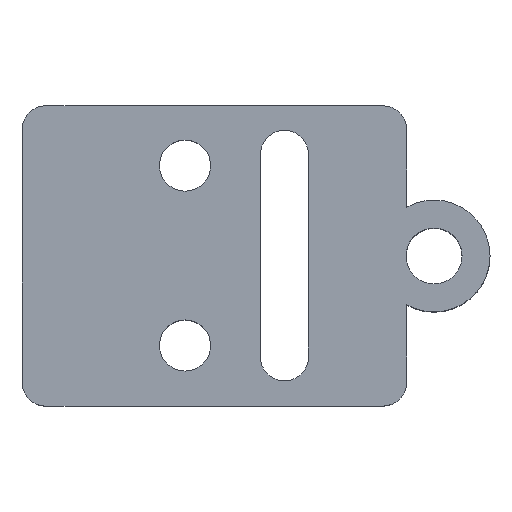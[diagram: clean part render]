
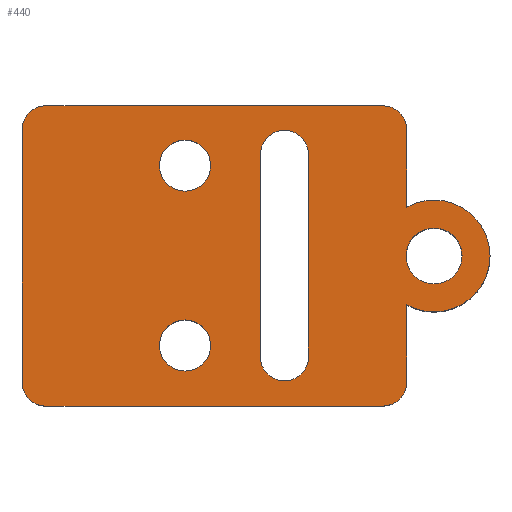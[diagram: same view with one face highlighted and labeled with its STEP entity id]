
A CAD part, top view. The second image highlights one B-rep face of the part: STEP entity #440.
In plain terms, the highlighted planar face has unit normal (0, 0, 1).
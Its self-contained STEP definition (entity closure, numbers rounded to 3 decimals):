
#29=FACE_BOUND('',#70,.T.);
#30=FACE_BOUND('',#71,.T.);
#31=FACE_BOUND('',#72,.T.);
#32=FACE_BOUND('',#73,.T.);
#45=FACE_OUTER_BOUND('',#69,.T.);
#69=EDGE_LOOP('',(#338,#339,#340,#341,#342,#343,#344,#345,#346,#347));
#70=EDGE_LOOP('',(#348));
#71=EDGE_LOOP('',(#349));
#72=EDGE_LOOP('',(#350,#351,#352,#353));
#73=EDGE_LOOP('',(#354));
#97=LINE('',#671,#134);
#101=LINE('',#686,#138);
#106=LINE('',#701,#143);
#109=LINE('',#708,#146);
#110=LINE('',#712,#147);
#111=LINE('',#720,#148);
#112=LINE('',#724,#149);
#134=VECTOR('',#532,10.);
#138=VECTOR('',#550,10.);
#143=VECTOR('',#563,10.);
#146=VECTOR('',#570,10.);
#147=VECTOR('',#573,10.);
#148=VECTOR('',#580,10.);
#149=VECTOR('',#583,10.);
#169=CIRCLE('',#463,3.5);
#174=CIRCLE('',#474,1.5);
#175=CIRCLE('',#477,1.5);
#176=CIRCLE('',#478,1.5);
#177=CIRCLE('',#479,1.5);
#178=CIRCLE('',#480,1.6);
#179=CIRCLE('',#481,1.6);
#180=CIRCLE('',#482,1.5);
#181=CIRCLE('',#483,1.5);
#182=CIRCLE('',#484,1.75);
#197=VERTEX_POINT('',#659);
#198=VERTEX_POINT('',#661);
#201=VERTEX_POINT('',#669);
#205=VERTEX_POINT('',#685);
#209=VERTEX_POINT('',#694);
#210=VERTEX_POINT('',#696);
#211=VERTEX_POINT('',#700);
#213=VERTEX_POINT('',#707);
#214=VERTEX_POINT('',#709);
#215=VERTEX_POINT('',#711);
#216=VERTEX_POINT('',#714);
#217=VERTEX_POINT('',#716);
#218=VERTEX_POINT('',#718);
#219=VERTEX_POINT('',#719);
#220=VERTEX_POINT('',#721);
#221=VERTEX_POINT('',#723);
#222=VERTEX_POINT('',#726);
#240=EDGE_CURVE('',#198,#197,#169,.T.);
#245=EDGE_CURVE('',#197,#201,#97,.T.);
#252=EDGE_CURVE('',#205,#198,#101,.T.);
#257=EDGE_CURVE('',#209,#210,#174,.T.);
#259=EDGE_CURVE('',#210,#211,#106,.F.);
#262=EDGE_CURVE('',#211,#201,#175,.T.);
#263=EDGE_CURVE('',#209,#213,#109,.T.);
#264=EDGE_CURVE('',#214,#213,#176,.T.);
#265=EDGE_CURVE('',#215,#214,#110,.F.);
#266=EDGE_CURVE('',#205,#215,#177,.T.);
#267=EDGE_CURVE('',#216,#216,#178,.T.);
#268=EDGE_CURVE('',#217,#217,#179,.T.);
#269=EDGE_CURVE('',#218,#219,#111,.T.);
#270=EDGE_CURVE('',#220,#218,#180,.T.);
#271=EDGE_CURVE('',#221,#220,#112,.T.);
#272=EDGE_CURVE('',#219,#221,#181,.T.);
#273=EDGE_CURVE('',#222,#222,#182,.T.);
#338=ORIENTED_EDGE('',*,*,#245,.T.);
#339=ORIENTED_EDGE('',*,*,#262,.F.);
#340=ORIENTED_EDGE('',*,*,#259,.F.);
#341=ORIENTED_EDGE('',*,*,#257,.F.);
#342=ORIENTED_EDGE('',*,*,#263,.T.);
#343=ORIENTED_EDGE('',*,*,#264,.F.);
#344=ORIENTED_EDGE('',*,*,#265,.F.);
#345=ORIENTED_EDGE('',*,*,#266,.F.);
#346=ORIENTED_EDGE('',*,*,#252,.T.);
#347=ORIENTED_EDGE('',*,*,#240,.T.);
#348=ORIENTED_EDGE('',*,*,#267,.F.);
#349=ORIENTED_EDGE('',*,*,#268,.F.);
#350=ORIENTED_EDGE('',*,*,#269,.F.);
#351=ORIENTED_EDGE('',*,*,#270,.F.);
#352=ORIENTED_EDGE('',*,*,#271,.F.);
#353=ORIENTED_EDGE('',*,*,#272,.F.);
#354=ORIENTED_EDGE('',*,*,#273,.T.);
#425=PLANE('',#476);
#440=ADVANCED_FACE('',(#45,#29,#30,#31,#32),#425,.F.);
#463=AXIS2_PLACEMENT_3D('',#662,#524,#525);
#474=AXIS2_PLACEMENT_3D('',#697,#558,#559);
#476=AXIS2_PLACEMENT_3D('',#705,#566,#567);
#477=AXIS2_PLACEMENT_3D('',#706,#568,#569);
#478=AXIS2_PLACEMENT_3D('',#710,#571,#572);
#479=AXIS2_PLACEMENT_3D('',#713,#574,#575);
#480=AXIS2_PLACEMENT_3D('',#715,#576,#577);
#481=AXIS2_PLACEMENT_3D('',#717,#578,#579);
#482=AXIS2_PLACEMENT_3D('',#722,#581,#582);
#483=AXIS2_PLACEMENT_3D('',#725,#584,#585);
#484=AXIS2_PLACEMENT_3D('',#727,#586,#587);
#524=DIRECTION('center_axis',(0.,0.,1.));
#525=DIRECTION('ref_axis',(-1.,0.,0.));
#532=DIRECTION('',(0.,1.,0.));
#550=DIRECTION('',(0.,1.,0.));
#558=DIRECTION('center_axis',(0.,0.,-1.));
#559=DIRECTION('ref_axis',(-0.707,0.707,0.));
#563=DIRECTION('',(-1.,0.,0.));
#566=DIRECTION('center_axis',(0.,0.,-1.));
#567=DIRECTION('ref_axis',(1.,0.,0.));
#568=DIRECTION('center_axis',(0.,0.,-1.));
#569=DIRECTION('ref_axis',(0.707,0.707,0.));
#570=DIRECTION('',(0.,-1.,0.));
#571=DIRECTION('center_axis',(0.,0.,-1.));
#572=DIRECTION('ref_axis',(-0.707,-0.707,0.));
#573=DIRECTION('',(1.,0.,0.));
#574=DIRECTION('center_axis',(0.,0.,-1.));
#575=DIRECTION('ref_axis',(0.707,-0.707,0.));
#576=DIRECTION('center_axis',(0.,0.,1.));
#577=DIRECTION('ref_axis',(1.,0.,0.));
#578=DIRECTION('center_axis',(0.,0.,1.));
#579=DIRECTION('ref_axis',(1.,0.,0.));
#580=DIRECTION('',(0.,1.,0.));
#581=DIRECTION('center_axis',(0.,0.,1.));
#582=DIRECTION('ref_axis',(1.,0.,0.));
#583=DIRECTION('',(0.,-1.,0.));
#584=DIRECTION('center_axis',(0.,0.,1.));
#585=DIRECTION('ref_axis',(1.,0.,0.));
#586=DIRECTION('center_axis',(0.,0.,-1.));
#587=DIRECTION('ref_axis',(1.,0.,0.));
#659=CARTESIAN_POINT('',(-33.5,37.926,-3.399));
#661=CARTESIAN_POINT('',(-33.5,31.823,-3.399));
#662=CARTESIAN_POINT('Origin',(-31.787,34.874,-3.399));
#669=CARTESIAN_POINT('',(-33.5,42.777,-3.399));
#671=CARTESIAN_POINT('',(-33.5,36.4,-3.399));
#685=CARTESIAN_POINT('',(-33.5,26.972,-3.399));
#686=CARTESIAN_POINT('',(-33.5,32.526,-3.399));
#694=CARTESIAN_POINT('',(-57.593,42.777,-3.399));
#696=CARTESIAN_POINT('',(-56.093,44.277,-3.399));
#697=CARTESIAN_POINT('Origin',(-56.093,42.777,-3.399));
#700=CARTESIAN_POINT('',(-35.,44.277,-3.399));
#701=CARTESIAN_POINT('',(-44.69,44.277,-3.399));
#705=CARTESIAN_POINT('Origin',(-31.787,34.874,-3.399));
#706=CARTESIAN_POINT('Origin',(-35.,42.777,-3.399));
#707=CARTESIAN_POINT('',(-57.593,26.972,-3.399));
#708=CARTESIAN_POINT('',(-57.593,30.673,-3.399));
#709=CARTESIAN_POINT('',(-56.093,25.472,-3.399));
#710=CARTESIAN_POINT('Origin',(-56.093,26.972,-3.399));
#711=CARTESIAN_POINT('',(-35.,25.472,-3.399));
#712=CARTESIAN_POINT('',(-35.393,25.472,-3.399));
#713=CARTESIAN_POINT('Origin',(-35.,26.972,-3.399));
#714=CARTESIAN_POINT('',(-48.982,29.266,-3.399));
#715=CARTESIAN_POINT('Origin',(-47.382,29.266,-3.399));
#716=CARTESIAN_POINT('',(-48.982,40.533,-3.399));
#717=CARTESIAN_POINT('Origin',(-47.382,40.533,-3.399));
#718=CARTESIAN_POINT('',(-39.659,28.545,-3.399));
#719=CARTESIAN_POINT('',(-39.659,41.245,-3.399));
#720=CARTESIAN_POINT('',(-39.659,35.911,-3.399));
#721=CARTESIAN_POINT('',(-42.659,28.545,-3.399));
#722=CARTESIAN_POINT('Origin',(-41.159,28.545,-3.399));
#723=CARTESIAN_POINT('',(-42.659,41.245,-3.399));
#724=CARTESIAN_POINT('',(-42.659,42.261,-3.399));
#725=CARTESIAN_POINT('Origin',(-41.159,41.245,-3.399));
#726=CARTESIAN_POINT('',(-33.537,34.874,-3.399));
#727=CARTESIAN_POINT('Origin',(-31.787,34.874,-3.399));
